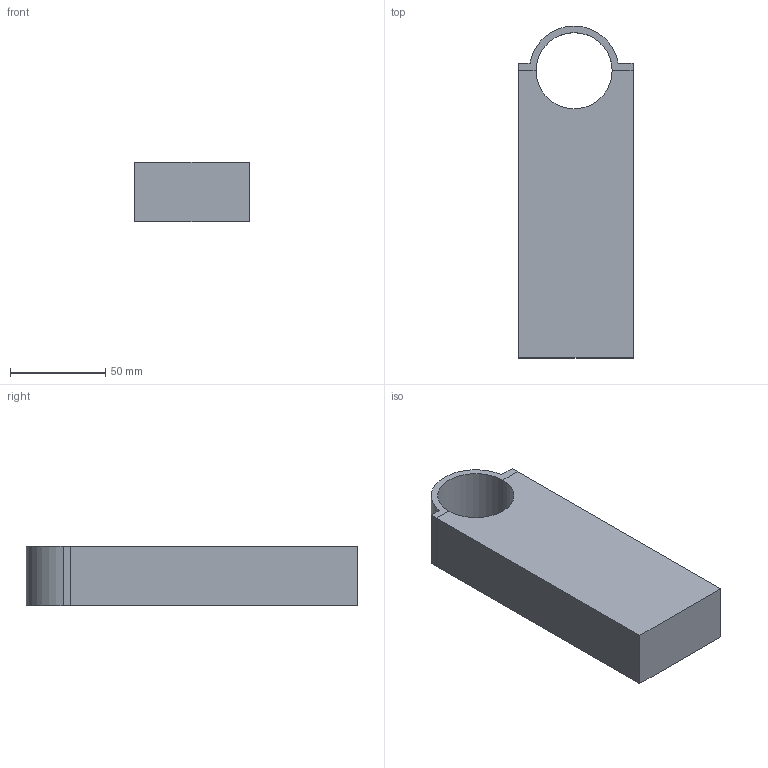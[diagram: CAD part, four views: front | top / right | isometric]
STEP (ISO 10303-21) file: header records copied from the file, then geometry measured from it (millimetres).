
FILE_DESCRIPTION (( 'STEP AP203' ), '1' );
FILE_NAME ('motor base_Default_sldprt.STEP', '2023-05-12T18:43:44', ( '' ), ( '' ), 'SwSTEP 2.0', 'SolidWorks 2021', '' );
FILE_SCHEMA (( 'CONFIG_CONTROL_DESIGN' ));
Length unit declared in the file: millimetre
Products named in the file (1): motor base_Default_sldprt
Bounding box: 60 x 174.34 x 31 mm (x, y, z)
Volume: 270138.6 mm3; surface area: 36487.6 mm2
Topology: 2 solids, 2 shells, 18 faces, 42 edges, 28 vertices
Faces by surface type: plane 15, cylinder 3
Entity records: 587 total; most frequent: CARTESIAN_POINT 89, DIRECTION 86, ORIENTED_EDGE 84, EDGE_CURVE 42, VECTOR 36, LINE 36, VERTEX_POINT 28, AXIS2_PLACEMENT_3D 25
